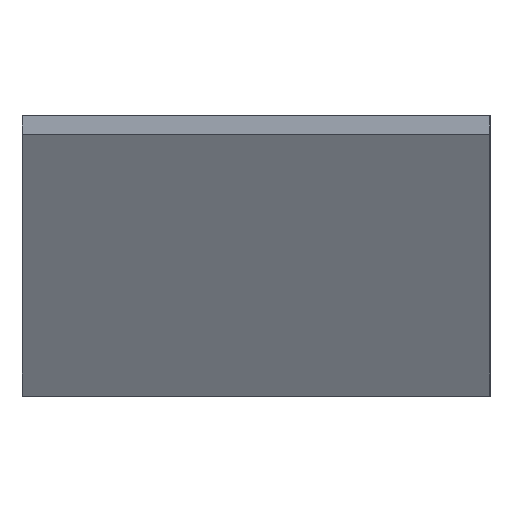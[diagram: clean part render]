
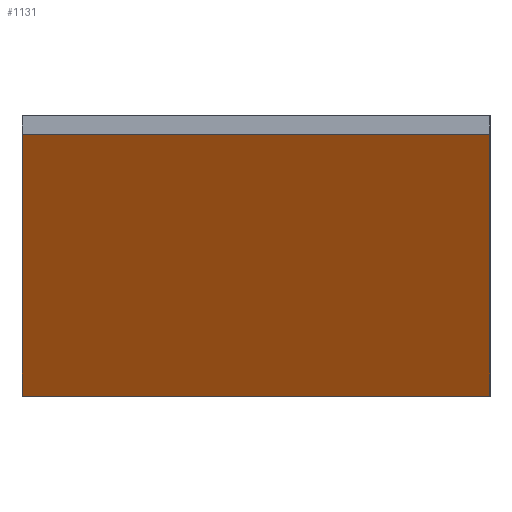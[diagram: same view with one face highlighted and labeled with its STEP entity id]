
A CAD part, left-side view. The second image highlights one B-rep face of the part: STEP entity #1131.
In plain terms, the highlighted planar face has unit normal (-0.866, 0, -0.5).
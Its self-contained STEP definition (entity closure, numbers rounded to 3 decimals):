
#13 = CARTESIAN_POINT ( 'NONE',  ( -70.232, 25., 27. ) ) ;
#16 = ORIENTED_EDGE ( 'NONE', *, *, #2043, .F. ) ;
#26 = DIRECTION ( 'NONE',  ( -0.5, 0., 0.866 ) ) ;
#46 = LINE ( 'NONE', #1137, #2025 ) ;
#115 = ORIENTED_EDGE ( 'NONE', *, *, #848, .T. ) ;
#134 = DIRECTION ( 'NONE',  ( 0.5, 0., -0.866 ) ) ;
#138 = CARTESIAN_POINT ( 'NONE',  ( -70.232, -25., 27. ) ) ;
#176 = VERTEX_POINT ( 'NONE', #2016 ) ;
#288 = CARTESIAN_POINT ( 'NONE',  ( -53.489, -25., -2. ) ) ;
#294 = CARTESIAN_POINT ( 'NONE',  ( -69.655, 25., 26. ) ) ;
#303 = CARTESIAN_POINT ( 'NONE',  ( -69.655, -25., 26. ) ) ;
#320 = VERTEX_POINT ( 'NONE', #288 ) ;
#370 = CARTESIAN_POINT ( 'NONE',  ( -53.489, 25., -2. ) ) ;
#417 = LINE ( 'NONE', #2000, #1668 ) ;
#425 = ORIENTED_EDGE ( 'NONE', *, *, #937, .T. ) ;
#526 = VERTEX_POINT ( 'NONE', #846 ) ;
#558 = VECTOR ( 'NONE', #134, 1000. ) ;
#677 = LINE ( 'NONE', #13, #1070 ) ;
#758 = ORIENTED_EDGE ( 'NONE', *, *, #1439, .F. ) ;
#773 = EDGE_CURVE ( 'NONE', #1939, #1945, #417, .T. ) ;
#803 = VECTOR ( 'NONE', #1482, 1000. ) ;
#839 = LINE ( 'NONE', #991, #803 ) ;
#845 = LINE ( 'NONE', #1256, #1666 ) ;
#846 = CARTESIAN_POINT ( 'NONE',  ( -54.066, -25., -1. ) ) ;
#848 = EDGE_CURVE ( 'NONE', #1939, #176, #677, .T. ) ;
#865 = DIRECTION ( 'NONE',  ( 0., -1., 0. ) ) ;
#937 = EDGE_CURVE ( 'NONE', #176, #1847, #839, .T. ) ;
#959 = DIRECTION ( 'NONE',  ( -0.866, 0., -0.5 ) ) ;
#966 = DIRECTION ( 'NONE',  ( 0.5, 0., -0.866 ) ) ;
#973 = FACE_OUTER_BOUND ( 'NONE', #1058, .T. ) ;
#991 = CARTESIAN_POINT ( 'NONE',  ( -54.066, 25., -1. ) ) ;
#1058 = EDGE_LOOP ( 'NONE', ( #115, #425, #1653, #758, #16, #1424 ) ) ;
#1070 = VECTOR ( 'NONE', #966, 1000. ) ;
#1123 = DIRECTION ( 'NONE',  ( 0.5, 0., -0.866 ) ) ;
#1131 = ADVANCED_FACE ( 'NONE', ( #973 ), #1751, .T. ) ;
#1137 = CARTESIAN_POINT ( 'NONE',  ( -54.066, -25., -1. ) ) ;
#1182 = LINE ( 'NONE', #138, #558 ) ;
#1248 = DIRECTION ( 'NONE',  ( 0., -1., 0. ) ) ;
#1256 = CARTESIAN_POINT ( 'NONE',  ( -53.489, 25., -2. ) ) ;
#1394 = EDGE_CURVE ( 'NONE', #1847, #320, #845, .T. ) ;
#1424 = ORIENTED_EDGE ( 'NONE', *, *, #773, .F. ) ;
#1439 = EDGE_CURVE ( 'NONE', #526, #320, #46, .T. ) ;
#1482 = DIRECTION ( 'NONE',  ( 0.5, 0., -0.866 ) ) ;
#1522 = CARTESIAN_POINT ( 'NONE',  ( -70.232, 25., 27. ) ) ;
#1524 = AXIS2_PLACEMENT_3D ( 'NONE', #1522, #959, #26 ) ;
#1653 = ORIENTED_EDGE ( 'NONE', *, *, #1394, .T. ) ;
#1666 = VECTOR ( 'NONE', #1248, 1000. ) ;
#1668 = VECTOR ( 'NONE', #865, 1000. ) ;
#1751 = PLANE ( 'NONE',  #1524 ) ;
#1847 = VERTEX_POINT ( 'NONE', #370 ) ;
#1939 = VERTEX_POINT ( 'NONE', #294 ) ;
#1945 = VERTEX_POINT ( 'NONE', #303 ) ;
#2000 = CARTESIAN_POINT ( 'NONE',  ( -69.655, 25., 26. ) ) ;
#2016 = CARTESIAN_POINT ( 'NONE',  ( -54.066, 25., -1. ) ) ;
#2025 = VECTOR ( 'NONE', #1123, 1000. ) ;
#2043 = EDGE_CURVE ( 'NONE', #1945, #526, #1182, .T. ) ;
